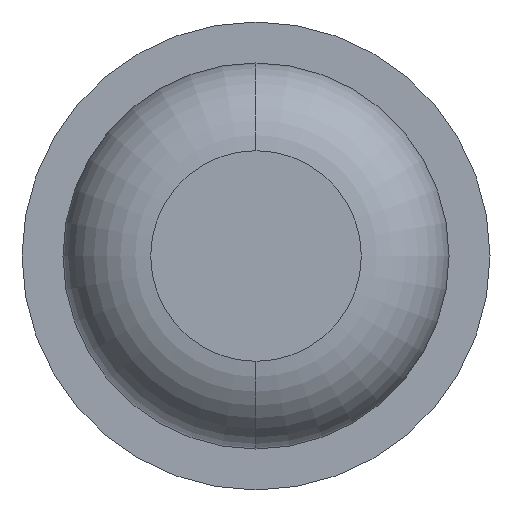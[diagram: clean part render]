
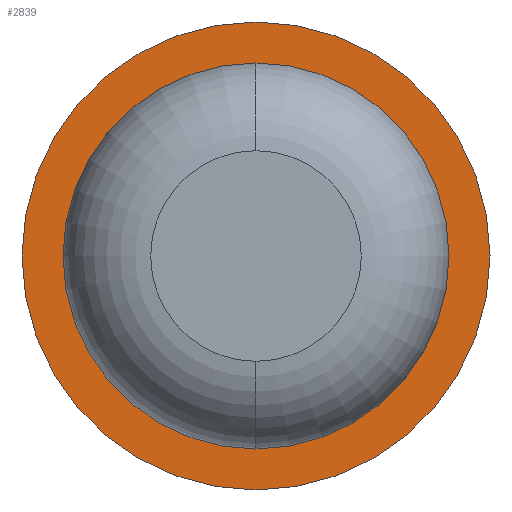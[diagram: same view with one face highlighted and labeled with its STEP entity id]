
A CAD part, front view. The second image highlights one B-rep face of the part: STEP entity #2839.
In plain terms, the highlighted planar face has unit normal (0, -1, 0).
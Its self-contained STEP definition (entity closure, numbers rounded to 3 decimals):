
#35 = DIRECTION ( 'NONE',  ( 0., 1., 0. ) ) ;
#231 = FACE_OUTER_BOUND ( 'NONE', #3650, .T. ) ;
#281 = EDGE_CURVE ( 'NONE', #3274, #4105, #2436, .T. ) ;
#311 = DIRECTION ( 'NONE',  ( 0., 1., 0. ) ) ;
#383 = ORIENTED_EDGE ( 'NONE', *, *, #2484, .T. ) ;
#517 = AXIS2_PLACEMENT_3D ( 'NONE', #2766, #35, #4190 ) ;
#672 = AXIS2_PLACEMENT_3D ( 'NONE', #3732, #311, #4457 ) ;
#799 = PLANE ( 'NONE',  #4419 ) ;
#1468 = EDGE_LOOP ( 'NONE', ( #1962, #383 ) ) ;
#1569 = EDGE_CURVE ( 'NONE', #4105, #3274, #2024, .T. ) ;
#1599 = AXIS2_PLACEMENT_3D ( 'NONE', #2864, #2887, #2128 ) ;
#1773 = AXIS2_PLACEMENT_3D ( 'NONE', #2155, #2480, #2119 ) ;
#1812 = DIRECTION ( 'NONE',  ( -1., 0., 0. ) ) ;
#1962 = ORIENTED_EDGE ( 'NONE', *, *, #2626, .T. ) ;
#2024 = CIRCLE ( 'NONE', #672, 1. ) ;
#2071 = ORIENTED_EDGE ( 'NONE', *, *, #281, .F. ) ;
#2119 = DIRECTION ( 'NONE',  ( -1., 0., 0. ) ) ;
#2128 = DIRECTION ( 'NONE',  ( -1., 0., 0. ) ) ;
#2155 = CARTESIAN_POINT ( 'NONE',  ( 0., -3., 0. ) ) ;
#2158 = CARTESIAN_POINT ( 'NONE',  ( 0., -3., 0.825 ) ) ;
#2436 = CIRCLE ( 'NONE', #1599, 1. ) ;
#2480 = DIRECTION ( 'NONE',  ( 0., 1., 0. ) ) ;
#2484 = EDGE_CURVE ( 'NONE', #2918, #3755, #3118, .T. ) ;
#2524 = DIRECTION ( 'NONE',  ( 0., 1., 0. ) ) ;
#2626 = EDGE_CURVE ( 'NONE', #3755, #2918, #3005, .T. ) ;
#2766 = CARTESIAN_POINT ( 'NONE',  ( 0., -3., 0. ) ) ;
#2791 = CARTESIAN_POINT ( 'NONE',  ( 1., -3., 0. ) ) ;
#2812 = FACE_BOUND ( 'NONE', #1468, .T. ) ;
#2839 = ADVANCED_FACE ( 'NONE', ( #231, #2812 ), #799, .F. ) ;
#2864 = CARTESIAN_POINT ( 'NONE',  ( 0., -3., 0. ) ) ;
#2887 = DIRECTION ( 'NONE',  ( 0., 1., 0. ) ) ;
#2918 = VERTEX_POINT ( 'NONE', #3967 ) ;
#3005 = CIRCLE ( 'NONE', #517, 0.825 ) ;
#3053 = ORIENTED_EDGE ( 'NONE', *, *, #1569, .F. ) ;
#3118 = CIRCLE ( 'NONE', #1773, 0.825 ) ;
#3274 = VERTEX_POINT ( 'NONE', #3884 ) ;
#3587 = CARTESIAN_POINT ( 'NONE',  ( 0.825, -3., 0. ) ) ;
#3650 = EDGE_LOOP ( 'NONE', ( #2071, #3053 ) ) ;
#3732 = CARTESIAN_POINT ( 'NONE',  ( 0., -3., 0. ) ) ;
#3755 = VERTEX_POINT ( 'NONE', #2158 ) ;
#3884 = CARTESIAN_POINT ( 'NONE',  ( -1., -3., 0. ) ) ;
#3967 = CARTESIAN_POINT ( 'NONE',  ( 0., -3., -0.825 ) ) ;
#4105 = VERTEX_POINT ( 'NONE', #2791 ) ;
#4190 = DIRECTION ( 'NONE',  ( -1., 0., 0. ) ) ;
#4419 = AXIS2_PLACEMENT_3D ( 'NONE', #3587, #2524, #1812 ) ;
#4457 = DIRECTION ( 'NONE',  ( -1., 0., 0. ) ) ;
